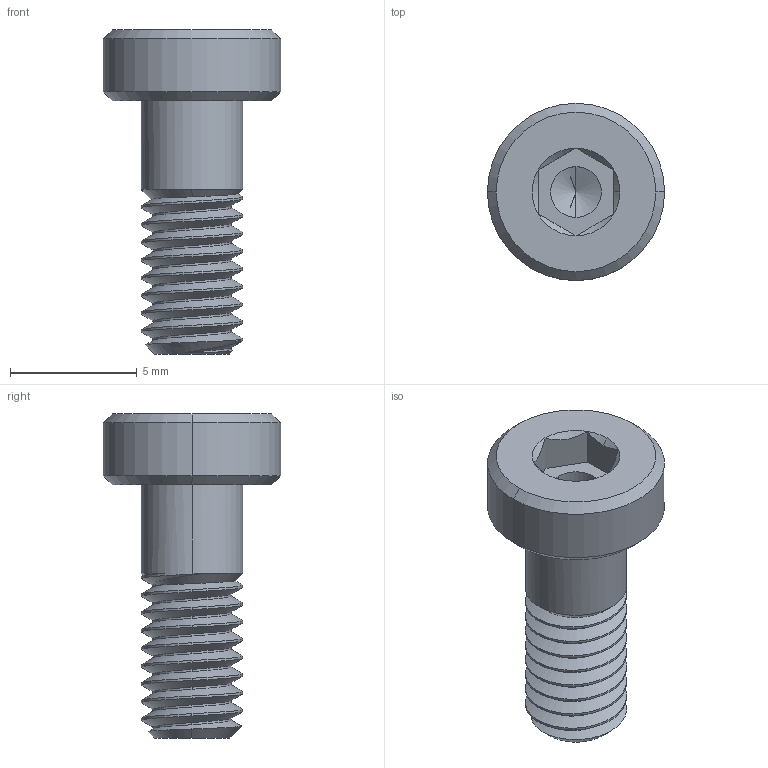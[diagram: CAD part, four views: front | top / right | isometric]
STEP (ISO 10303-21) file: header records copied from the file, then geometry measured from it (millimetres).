
FILE_DESCRIPTION (( 'STEP AP203' ), '1' );
FILE_NAME ('96970A111_18-8 Stainless Steel Low-Profile Socket Head Screw.STEP', '2021-07-10T04:12:02', ( 'Administrator' ), ( 'Managed by Terraform' ), 'SwSTEP 2.0', 'SolidWorks 2017', '' );
FILE_SCHEMA (( 'CONFIG_CONTROL_DESIGN' ));
Length unit declared in the file: millimetre
Products named in the file (1): 96970A111_18-8 Stainless Steel Low-Profile Socket Head Screw
Bounding box: 7 x 7 x 12.8 mm (x, y, z)
Volume: 198.3 mm3; surface area: 313.3 mm2
Topology: 1 solids, 1 shells, 71 faces, 182 edges, 114 vertices
Faces by surface type: cylinder 41, cone 18, plane 10, bspline 2
Entity records: 3186 total; most frequent: CARTESIAN_POINT 1629, ORIENTED_EDGE 360, DIRECTION 263, EDGE_CURVE 180, VERTEX_POINT 114, AXIS2_PLACEMENT_3D 100, EDGE_LOOP 74, FACE_OUTER_BOUND 71
